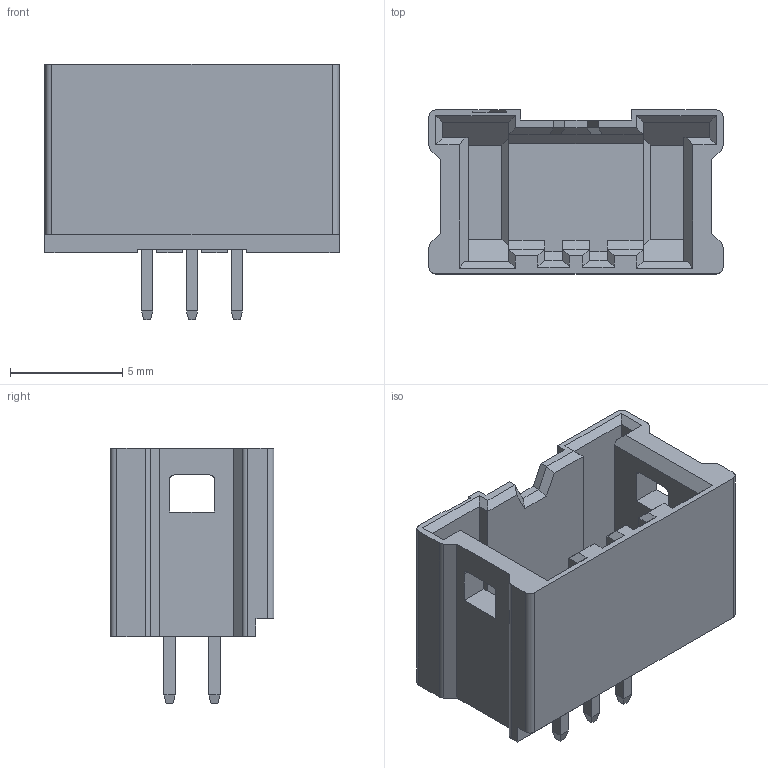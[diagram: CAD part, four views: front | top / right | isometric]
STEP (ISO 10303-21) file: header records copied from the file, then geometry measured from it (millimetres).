
FILE_DESCRIPTION(('Creo Elements/Direct Modeling STEP Export'),'2;1');
FILE_NAME('DF51A-6DP-2DSA.stp','2018-06-11T14:14:17',(''),(''),'Creo Elements/Direct Modeling STEP processor for AP214 (Solid Model)','Creo Elements/Direct Modeling 19.0F 14-Feb-2017 (C) Parametric Technology GmbH','');
FILE_SCHEMA(('AUTOMOTIVE_DESIGN { 1 0 10303 214 1 1 1 1 }'));
Length unit declared in the file: millimetre
Products named in the file (2): DF51A-6DP-2DSA
Assembly tree (1 placements, depth 2):
  DF51A-6DP-2DSA
    DF51A-6DP-2DSA
Bounding box: 13.1 x 7.3 x 11.4 mm (x, y, z)
Volume: 351.4 mm3; surface area: 860.7 mm2
Topology: 1 solids, 1 shells, 215 faces, 555 edges, 354 vertices
Faces by surface type: plane 203, cylinder 12
Entity records: 6387 total; most frequent: CARTESIAN_POINT 1118, ORIENTED_EDGE 1110, DIRECTION 1002, EDGE_CURVE 555, VECTOR 526, LINE 526, VERTEX_POINT 354, AXIS2_PLACEMENT_3D 238
